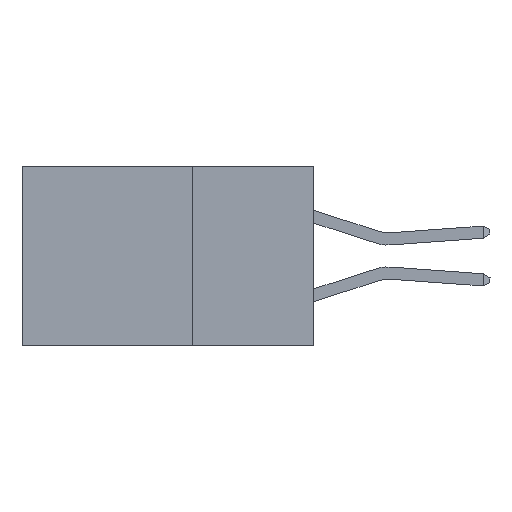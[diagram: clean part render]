
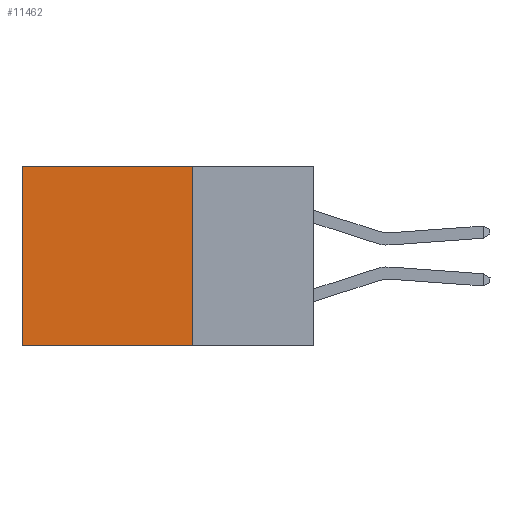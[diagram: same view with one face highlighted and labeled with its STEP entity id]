
A CAD part, left-side view. The second image highlights one B-rep face of the part: STEP entity #11462.
In plain terms, the highlighted planar face has unit normal (-1, 0, 0).
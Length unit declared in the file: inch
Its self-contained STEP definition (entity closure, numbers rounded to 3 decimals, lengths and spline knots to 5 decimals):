
#966 = CARTESIAN_POINT ( 'NONE',  ( 0.2875, 0.25, -0.37 ) ) ;
#4392 = DIRECTION ( 'NONE',  ( 0., 0., -1. ) ) ;
#5042 = EDGE_LOOP ( 'NONE', ( #16707, #10090, #23541, #19369 ) ) ;
#6968 = VERTEX_POINT ( 'NONE', #8275 ) ;
#7647 = CARTESIAN_POINT ( 'NONE',  ( 0.2875, 0.6, 0. ) ) ;
#8275 = CARTESIAN_POINT ( 'NONE',  ( 0.2875, 0.25, 0. ) ) ;
#9988 = CARTESIAN_POINT ( 'NONE',  ( 0.2875, 0.25, -0.37 ) ) ;
#10090 = ORIENTED_EDGE ( 'NONE', *, *, #25059, .F. ) ;
#10552 = EDGE_CURVE ( 'NONE', #6968, #21046, #13911, .T. ) ;
#10564 = DIRECTION ( 'NONE',  ( 0., 1., 0. ) ) ;
#11462 = ADVANCED_FACE ( 'NONE', ( #21184 ), #30910, .F. ) ;
#12553 = EDGE_CURVE ( 'NONE', #21046, #16834, #16733, .T. ) ;
#13911 = LINE ( 'NONE', #23963, #14438 ) ;
#13963 = VECTOR ( 'NONE', #24086, 39.37008 ) ;
#14438 = VECTOR ( 'NONE', #23804, 39.37008 ) ;
#16194 = CARTESIAN_POINT ( 'NONE',  ( 0.2875, 0.25, 0. ) ) ;
#16662 = LINE ( 'NONE', #16194, #30882 ) ;
#16707 = ORIENTED_EDGE ( 'NONE', *, *, #12553, .T. ) ;
#16733 = LINE ( 'NONE', #26497, #13963 ) ;
#16834 = VERTEX_POINT ( 'NONE', #29045 ) ;
#18790 = DIRECTION ( 'NONE',  ( 1., 0., 0. ) ) ;
#18943 = DIRECTION ( 'NONE',  ( 0., 0., -1. ) ) ;
#19369 = ORIENTED_EDGE ( 'NONE', *, *, #10552, .T. ) ;
#20130 = LINE ( 'NONE', #966, #31231 ) ;
#21046 = VERTEX_POINT ( 'NONE', #7647 ) ;
#21056 = AXIS2_PLACEMENT_3D ( 'NONE', #30602, #18790, #18943 ) ;
#21184 = FACE_OUTER_BOUND ( 'NONE', #5042, .T. ) ;
#21454 = VERTEX_POINT ( 'NONE', #9988 ) ;
#23541 = ORIENTED_EDGE ( 'NONE', *, *, #30683, .F. ) ;
#23804 = DIRECTION ( 'NONE',  ( 0., 1., 0. ) ) ;
#23963 = CARTESIAN_POINT ( 'NONE',  ( 0.2875, 0.25, 0. ) ) ;
#24086 = DIRECTION ( 'NONE',  ( 0., 0., -1. ) ) ;
#25059 = EDGE_CURVE ( 'NONE', #21454, #16834, #20130, .T. ) ;
#26497 = CARTESIAN_POINT ( 'NONE',  ( 0.2875, 0.6, 0. ) ) ;
#29045 = CARTESIAN_POINT ( 'NONE',  ( 0.2875, 0.6, -0.37 ) ) ;
#30602 = CARTESIAN_POINT ( 'NONE',  ( 0.2875, 0.25, 0. ) ) ;
#30683 = EDGE_CURVE ( 'NONE', #6968, #21454, #16662, .T. ) ;
#30882 = VECTOR ( 'NONE', #4392, 39.37008 ) ;
#30910 = PLANE ( 'NONE',  #21056 ) ;
#31231 = VECTOR ( 'NONE', #10564, 39.37008 ) ;
